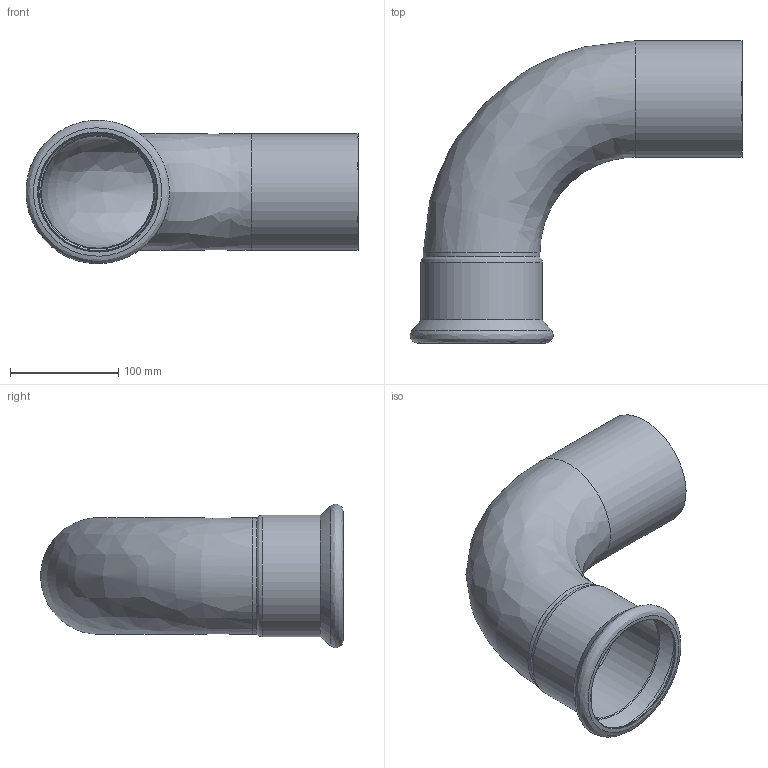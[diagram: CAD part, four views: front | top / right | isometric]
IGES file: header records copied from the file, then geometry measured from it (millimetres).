
Global section: file name: 43311; native system: Autodesk Inventor 2023; preprocessor: unknown; author: JANAN; date: 20230908.112611; units: millimetre
Bounding box: 307.34 x 279.92 x 132.7 mm (x, y, z)
Volume: 283520.2 mm3; surface area: 284312 mm2
Topology: 1 solids, 1 shells, 22 faces, 59 edges, 40 vertices
Faces by surface type: bspline 22
